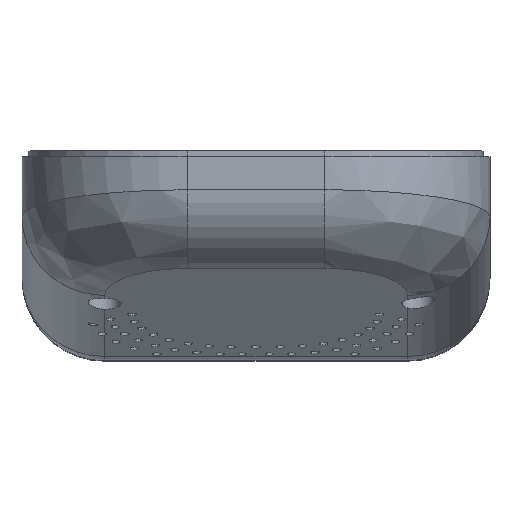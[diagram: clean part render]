
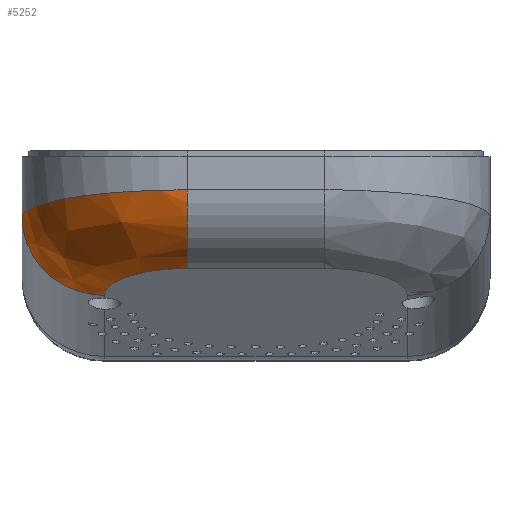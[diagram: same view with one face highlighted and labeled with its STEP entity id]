
A CAD part, top view. The second image highlights one B-rep face of the part: STEP entity #5252.
In plain terms, the highlighted free-form (B-spline) face has degree [3, 3] with [7, 7] control points.
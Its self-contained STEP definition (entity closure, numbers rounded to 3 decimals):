
#51=B_SPLINE_SURFACE_WITH_KNOTS('',3,3,((#9758,#9759,#9760,#9761,#9762,
#9763,#9764),(#9765,#9766,#9767,#9768,#9769,#9770,#9771),(#9772,#9773,#9774,
#9775,#9776,#9777,#9778),(#9779,#9780,#9781,#9782,#9783,#9784,#9785),(#9786,
#9787,#9788,#9789,#9790,#9791,#9792),(#9793,#9794,#9795,#9796,#9797,#9798,
#9799),(#9800,#9801,#9802,#9803,#9804,#9805,#9806)),.UNSPECIFIED.,.F.,.F.,
 .F.,(4,1,1,1,4),(4,1,1,1,4),(0.,0.286,0.571,0.714,
1.),(-1.571,-1.346,-0.898,-0.449,
0.),.UNSPECIFIED.);
#237=CIRCLE('',#5771,15.);
#238=CIRCLE('',#5772,15.);
#1539=FACE_OUTER_BOUND('',#2121,.T.);
#2121=EDGE_LOOP('',(#4780,#4781,#4782,#4783));
#2321=ELLIPSE('',#5551,15.772,15.);
#2338=ELLIPSE('',#5773,30.393,30.);
#2561=VERTEX_POINT('',#8228);
#2562=VERTEX_POINT('',#8230);
#2807=VERTEX_POINT('',#9328);
#2819=VERTEX_POINT('',#9355);
#3066=EDGE_CURVE('',#2562,#2561,#2321,.T.);
#3498=EDGE_CURVE('',#2807,#2561,#237,.T.);
#3499=EDGE_CURVE('',#2819,#2562,#238,.T.);
#3500=EDGE_CURVE('',#2807,#2819,#2338,.T.);
#4780=ORIENTED_EDGE('',*,*,#3499,.T.);
#4781=ORIENTED_EDGE('',*,*,#3066,.T.);
#4782=ORIENTED_EDGE('',*,*,#3498,.F.);
#4783=ORIENTED_EDGE('',*,*,#3500,.T.);
#5252=ADVANCED_FACE('',(#1539),#51,.F.);
#5551=AXIS2_PLACEMENT_3D('',#8231,#6379,#6380);
#5771=AXIS2_PLACEMENT_3D('',#9757,#7119,#7120);
#5772=AXIS2_PLACEMENT_3D('',#9807,#7121,#7122);
#5773=AXIS2_PLACEMENT_3D('',#9808,#7123,#7124);
#6379=DIRECTION('center_axis',(0.,0.951,
-0.309));
#6380=DIRECTION('ref_axis',(0.,0.309,0.951));
#7119=DIRECTION('center_axis',(1.,0.,0.));
#7120=DIRECTION('ref_axis',(0.,0.,1.));
#7121=DIRECTION('center_axis',(0.,0.309,0.951));
#7122=DIRECTION('ref_axis',(-1.,0.,0.));
#7123=DIRECTION('center_axis',(0.,-0.987,0.16));
#7124=DIRECTION('ref_axis',(0.,0.16,0.987));
#8228=CARTESIAN_POINT('',(-12.5,16.632,89.635));
#8230=CARTESIAN_POINT('',(-27.5,11.758,74.635));
#8231=CARTESIAN_POINT('Origin',(-12.5,11.758,74.635));
#9328=CARTESIAN_POINT('',(-12.5,30.898,100.));
#9355=CARTESIAN_POINT('',(-42.5,26.024,70.));
#9757=CARTESIAN_POINT('Origin',(-12.5,30.898,85.));
#9758=CARTESIAN_POINT('Ctrl Pts',(-27.5,11.758,74.635));
#9759=CARTESIAN_POINT('Ctrl Pts',(-27.5,12.123,75.757));
#9760=CARTESIAN_POINT('Ctrl Pts',(-27.124,13.217,79.124));
#9761=CARTESIAN_POINT('Ctrl Pts',(-24.629,14.901,84.307));
#9762=CARTESIAN_POINT('Ctrl Pts',(-19.23,16.299,88.611));
#9763=CARTESIAN_POINT('Ctrl Pts',(-14.744,16.632,89.635));
#9764=CARTESIAN_POINT('Ctrl Pts',(-12.5,16.632,89.635));
#9765=CARTESIAN_POINT('Ctrl Pts',(-29.744,11.758,74.635));
#9766=CARTESIAN_POINT('Ctrl Pts',(-29.711,12.172,75.909));
#9767=CARTESIAN_POINT('Ctrl Pts',(-29.185,13.408,79.711));
#9768=CARTESIAN_POINT('Ctrl Pts',(-26.23,15.283,85.483));
#9769=CARTESIAN_POINT('Ctrl Pts',(-20.078,16.823,90.221));
#9770=CARTESIAN_POINT('Ctrl Pts',(-15.026,17.187,91.343));
#9771=CARTESIAN_POINT('Ctrl Pts',(-12.5,17.187,91.343));
#9772=CARTESIAN_POINT('Ctrl Pts',(-34.231,12.733,74.319));
#9773=CARTESIAN_POINT('Ctrl Pts',(-34.132,13.216,75.906));
#9774=CARTESIAN_POINT('Ctrl Pts',(-33.306,14.649,80.607));
#9775=CARTESIAN_POINT('Ctrl Pts',(-29.432,16.784,87.596));
#9776=CARTESIAN_POINT('Ctrl Pts',(-21.772,18.51,93.232));
#9777=CARTESIAN_POINT('Ctrl Pts',(-15.591,18.916,94.556));
#9778=CARTESIAN_POINT('Ctrl Pts',(-12.5,18.916,94.556));
#9779=CARTESIAN_POINT('Ctrl Pts',(-38.726,16.145,73.21));
#9780=CARTESIAN_POINT('Ctrl Pts',(-38.593,16.632,75.132));
#9781=CARTESIAN_POINT('Ctrl Pts',(-37.556,18.074,80.816));
#9782=CARTESIAN_POINT('Ctrl Pts',(-32.841,20.217,89.225));
#9783=CARTESIAN_POINT('Ctrl Pts',(-23.619,21.945,95.974));
#9784=CARTESIAN_POINT('Ctrl Pts',(-16.207,22.351,97.555));
#9785=CARTESIAN_POINT('Ctrl Pts',(-12.5,22.351,97.555));
#9786=CARTESIAN_POINT('Ctrl Pts',(-41.729,20.693,71.732));
#9787=CARTESIAN_POINT('Ctrl Pts',(-41.622,21.136,73.893));
#9788=CARTESIAN_POINT('Ctrl Pts',(-40.584,22.451,80.31));
#9789=CARTESIAN_POINT('Ctrl Pts',(-35.435,24.426,89.908));
#9790=CARTESIAN_POINT('Ctrl Pts',(-25.088,26.033,97.682));
#9791=CARTESIAN_POINT('Ctrl Pts',(-16.697,26.412,99.51));
#9792=CARTESIAN_POINT('Ctrl Pts',(-12.5,26.412,99.51));
#9793=CARTESIAN_POINT('Ctrl Pts',(-42.5,23.89,70.693));
#9794=CARTESIAN_POINT('Ctrl Pts',(-42.448,24.286,72.928));
#9795=CARTESIAN_POINT('Ctrl Pts',(-41.547,25.469,79.598));
#9796=CARTESIAN_POINT('Ctrl Pts',(-36.413,27.27,89.725));
#9797=CARTESIAN_POINT('Ctrl Pts',(-25.699,28.752,98.034));
#9798=CARTESIAN_POINT('Ctrl Pts',(-16.901,29.103,100.));
#9799=CARTESIAN_POINT('Ctrl Pts',(-12.5,29.103,100.));
#9800=CARTESIAN_POINT('Ctrl Pts',(-42.5,26.024,70.));
#9801=CARTESIAN_POINT('Ctrl Pts',(-42.5,26.389,72.244));
#9802=CARTESIAN_POINT('Ctrl Pts',(-41.748,27.483,78.978));
#9803=CARTESIAN_POINT('Ctrl Pts',(-36.758,29.167,89.344));
#9804=CARTESIAN_POINT('Ctrl Pts',(-25.961,30.565,97.951));
#9805=CARTESIAN_POINT('Ctrl Pts',(-16.988,30.898,100.));
#9806=CARTESIAN_POINT('Ctrl Pts',(-12.5,30.898,100.));
#9807=CARTESIAN_POINT('Origin',(-27.5,26.024,70.));
#9808=CARTESIAN_POINT('Origin',(-12.5,26.024,70.));
